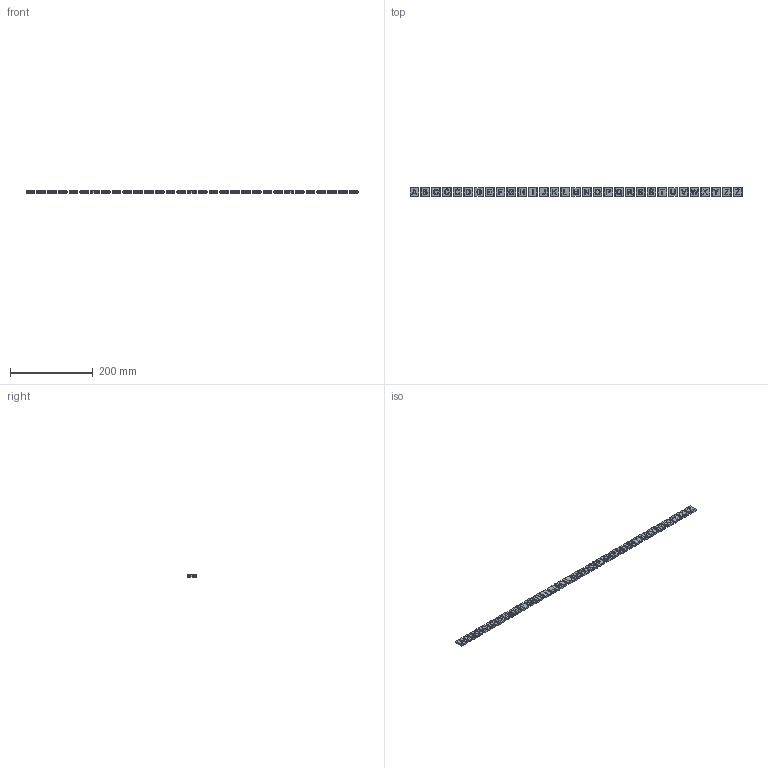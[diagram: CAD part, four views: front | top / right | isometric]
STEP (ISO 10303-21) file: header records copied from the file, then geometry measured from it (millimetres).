
FILE_DESCRIPTION(/* description */ (''),/* implementation_level */ '2;1');
FILE_NAME(/* name */ 'letter-tiles v41.step',/* time_stamp */ '2025-04-10T13:39:51+01:00',/* author */ (''),/* organization */ (''),/* preprocessor_version */ 'ST-DEVELOPER v20.1',/* originating_system */ 'Autodesk Translation Framework v14.4.0.0',/* authorisation */ '');
FILE_SCHEMA (('AUTOMOTIVE_DESIGN { 1 0 10303 214 3 1 1 }'));
Length unit declared in the file: millimetre
Products named in the file (32): letter-tiles; A; B; C; Č; Ć; D; Đ; E; F; G; H; I; J; K; L; M; N; O; P; Q; R; S; Š; T; U; V; W; X; Y; Z; Ž
Assembly tree (31 placements, depth 2):
  letter-tiles
    A
    B
    C
    Č
    Ć
    D
    Đ
    E
    F
    G
    H
    I
    J
    K
    L
    M
    N
    O
    P
    Q
    R
    S
    Š
    T
    U
    V
    W
    X
    Y
    Z
    Ž
Bounding box: 801 x 21 x 5 mm (x, y, z)
Volume: 65986.4 mm3; surface area: 40599.6 mm2
Topology: 31 solids, 31 shells, 1430 faces, 3231 edges, 1906 vertices
Faces by surface type: plane 492, cylinder 372, bspline 318, sphere 248
Entity records: 43068 total; most frequent: CARTESIAN_POINT 12037, ORIENTED_EDGE 6462, DIRECTION 5693, EDGE_CURVE 3231, AXIS2_PLACEMENT_3D 1922, VERTEX_POINT 1906, LINE 1849, VECTOR 1849
